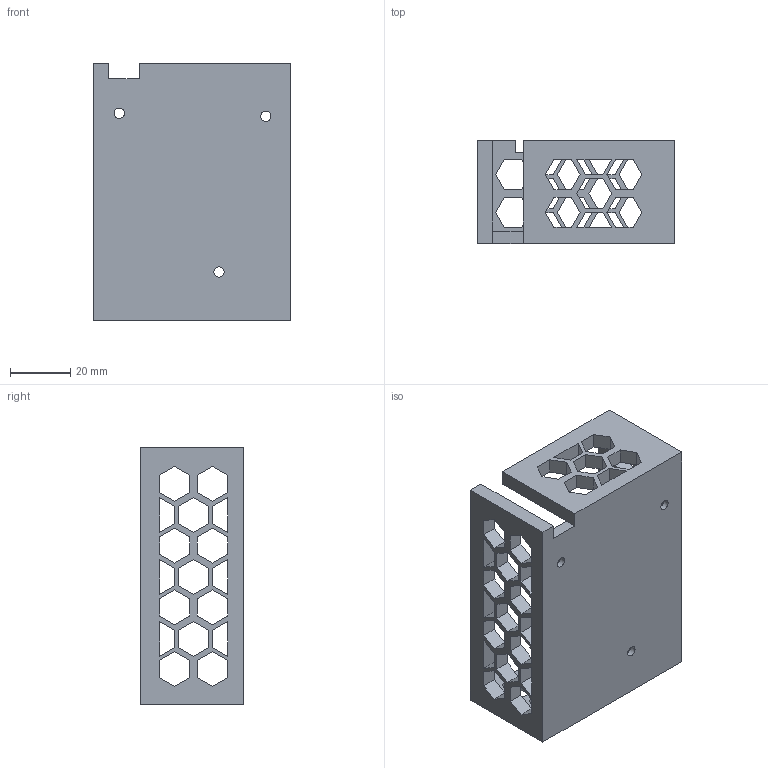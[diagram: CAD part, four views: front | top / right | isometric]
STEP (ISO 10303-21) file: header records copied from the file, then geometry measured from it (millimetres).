
FILE_DESCRIPTION(/* description */ (''),/* implementation_level */ '2;1');
FILE_NAME(/* name */ 'Robot_Chassis_Top.step',/* time_stamp */ '2025-06-30T14:14:28Z',/* author */ (''),/* organization */ (''),/* preprocessor_version */ 'ST-DEVELOPER v20.1',/* originating_system */ 'Autodesk Translation Framework v14.10.0.0',/* authorisation */ '');
FILE_SCHEMA (('AUTOMOTIVE_DESIGN { 1 0 10303 214 3 1 1 }'));
Length unit declared in the file: millimetre
Products named in the file (1): BatteryPack
Bounding box: 65 x 34 x 85 mm (x, y, z)
Volume: 41724.1 mm3; surface area: 30445.9 mm2
Topology: 1 solids, 1 shells, 317 faces, 923 edges, 615 vertices
Faces by surface type: plane 307, cylinder 10
Full cylindrical faces by diameter (mm): 2.8 x4, 3.4 x3, 5.7 x3
Entity records: 10526 total; most frequent: CARTESIAN_POINT 1856, ORIENTED_EDGE 1846, DIRECTION 1579, EDGE_CURVE 923, LINE 903, VECTOR 903, VERTEX_POINT 615, EDGE_LOOP 436
